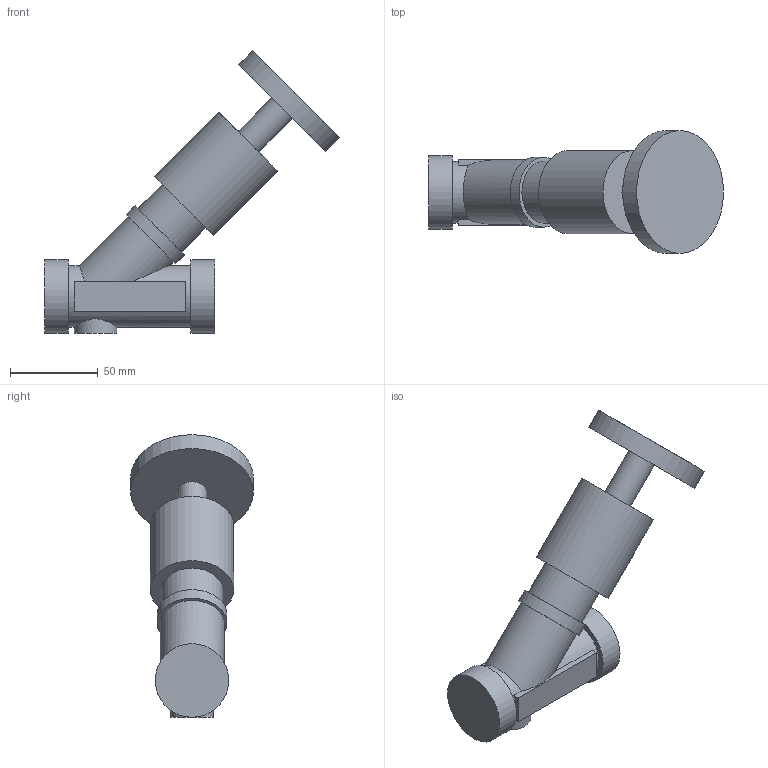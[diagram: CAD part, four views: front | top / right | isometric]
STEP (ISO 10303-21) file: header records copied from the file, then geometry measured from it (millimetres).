
FILE_DESCRIPTION(/* description */ ('STEP AP203'),/* implementation_level */ '2;1');
FILE_NAME(/* name */ '0780G025CH',/* time_stamp */ '2024-03-19T17:38:00+01:00',/* author */ ('License CC BY-ND 4.0'),/* organization */ ('CADENAS'),/* preprocessor_version */ 'ST-DEVELOPER v19.3',/* originating_system */ 'PARTsolutions',/* authorisation */ ' ');
FILE_SCHEMA (('CONFIG_CONTROL_DESIGN'));
Length unit declared in the file: millimetre
Products named in the file (1): 0780G025CH
Bounding box: 168 x 70 x 161 mm (x, y, z)
Volume: 306085.3 mm3; surface area: 42659.4 mm2
Topology: 1 solids, 1 shells, 31 faces, 62 edges, 41 vertices
Faces by surface type: plane 21, cylinder 10
Full cylindrical faces by diameter (mm): 16.764 x1, 24.25 x1, 35.204 x2, 36.462 x1, 39.815 x1, 41.91 x2, 47.358 x1, 70 x1
Entity records: 818 total; most frequent: CARTESIAN_POINT 175, DIRECTION 134, ORIENTED_EDGE 98, AXIS2_PLACEMENT_3D 56, EDGE_LOOP 50, FACE_BOUND 50, EDGE_CURVE 49, VERTEX_POINT 39
